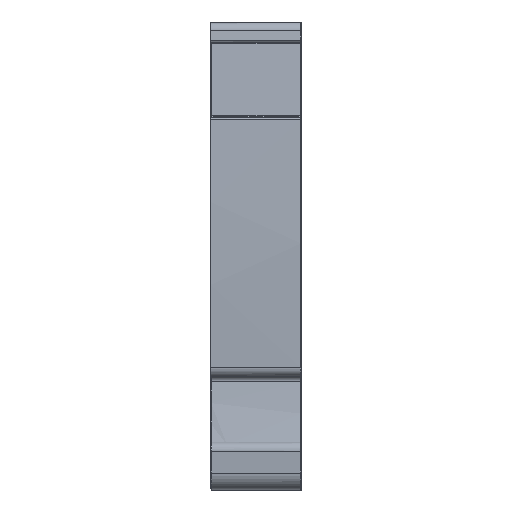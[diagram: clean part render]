
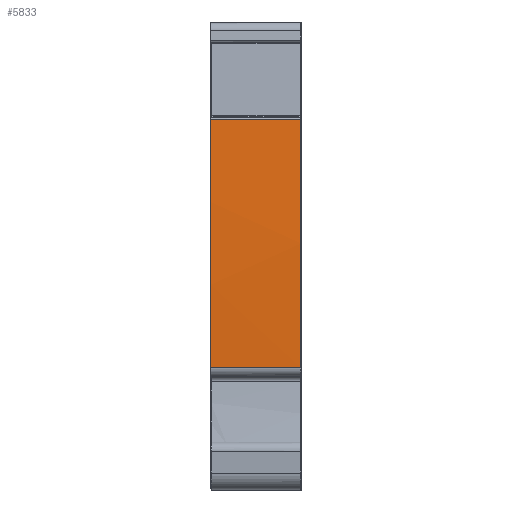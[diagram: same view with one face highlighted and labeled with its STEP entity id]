
A CAD part, front view. The second image highlights one B-rep face of the part: STEP entity #5833.
In plain terms, the highlighted cylindrical face has radius 230.64 mm (diameter 461.28 mm), a partial arc.
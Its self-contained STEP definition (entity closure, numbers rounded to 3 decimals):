
#3267=AXIS2_PLACEMENT_3D('Circle Axis2P3D',#3265,#3266,$) ;
#5081=AXIS2_PLACEMENT_3D('Cylinder Axis2P3D',#5078,#5079,#5080) ;
#900=CARTESIAN_POINT('Vertex',(9.95,1.798,40.814)) ;
#904=CARTESIAN_POINT('Control Point',(9.95,1.798,40.814)) ;
#905=CARTESIAN_POINT('Control Point',(9.95,1.423,35.351)) ;
#906=CARTESIAN_POINT('Control Point',(9.95,1.211,29.876)) ;
#907=CARTESIAN_POINT('Control Point',(9.95,1.161,24.397)) ;
#908=CARTESIAN_POINT('Control Point',(9.95,1.275,18.919)) ;
#909=CARTESIAN_POINT('Control Point',(9.95,1.55,13.45)) ;
#910=CARTESIAN_POINT('Vertex',(9.95,1.55,13.45)) ;
#3262=CARTESIAN_POINT('Vertex',(0.,1.55,13.45)) ;
#3265=CARTESIAN_POINT('Axis2P3D Location',(0.,231.898,25.05)) ;
#3269=CARTESIAN_POINT('Vertex',(0.,1.798,40.814)) ;
#5078=CARTESIAN_POINT('Axis2P3D Location',(5.,231.898,25.05)) ;
#5810=CARTESIAN_POINT('Line Origine',(5.,1.798,40.814)) ;
#5822=CARTESIAN_POINT('Line Origine',(5.,1.55,13.45)) ;
#3266=DIRECTION('Axis2P3D Direction',(1.,0.,0.)) ;
#5079=DIRECTION('Axis2P3D Direction',(1.,0.,0.)) ;
#5080=DIRECTION('Axis2P3D XDirection',(0.,-0.994,0.111)) ;
#5811=DIRECTION('Vector Direction',(1.,0.,0.)) ;
#5823=DIRECTION('Vector Direction',(1.,0.,0.)) ;
#5812=VECTOR('Line Direction',#5811,1.) ;
#5824=VECTOR('Line Direction',#5823,1.) ;
#5828=ORIENTED_EDGE('',*,*,#5814,.T.) ;
#5829=ORIENTED_EDGE('',*,*,#3271,.T.) ;
#5830=ORIENTED_EDGE('',*,*,#5826,.F.) ;
#5831=ORIENTED_EDGE('',*,*,#912,.T.) ;
#5833=ADVANCED_FACE('MLD1',(#5832),#5082,.T.) ;
#903=B_SPLINE_CURVE_WITH_KNOTS('',5,(#904,#905,#906,#907,#908,#909),.UNSPECIFIED.,.F.,.U.,(6,6),(0.,38.724),.UNSPECIFIED.) ;
#3268=CIRCLE('generated circle',#3267,230.64) ;
#5082=CYLINDRICAL_SURFACE('generated cylinder',#5081,230.64) ;
#912=EDGE_CURVE('',#911,#901,#903,.F.) ;
#3271=EDGE_CURVE('',#3270,#3263,#3268,.T.) ;
#5814=EDGE_CURVE('',#901,#3270,#5813,.F.) ;
#5826=EDGE_CURVE('',#911,#3263,#5825,.F.) ;
#5827=EDGE_LOOP('',(#5828,#5829,#5830,#5831)) ;
#5832=FACE_OUTER_BOUND('',#5827,.T.) ;
#5813=LINE('Line',#5810,#5812) ;
#5825=LINE('Line',#5822,#5824) ;
#901=VERTEX_POINT('',#900) ;
#911=VERTEX_POINT('',#910) ;
#3263=VERTEX_POINT('',#3262) ;
#3270=VERTEX_POINT('',#3269) ;
